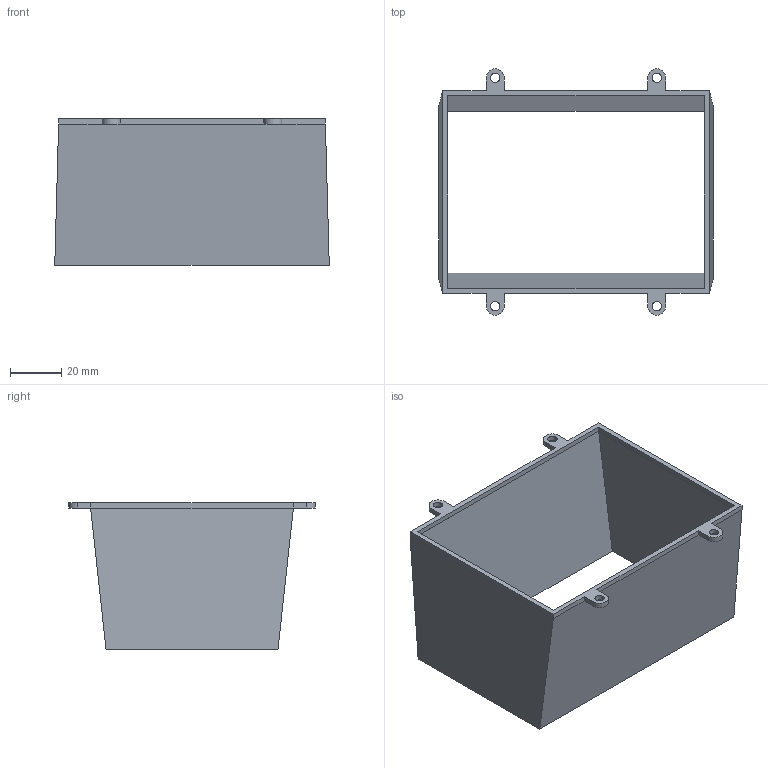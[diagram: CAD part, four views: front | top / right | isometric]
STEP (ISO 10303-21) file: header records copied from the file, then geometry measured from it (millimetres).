
FILE_DESCRIPTION(/* description */ ('STEP AP203'),/* implementation_level */ '2;1');
FILE_NAME(/* name */ '63ea52cb1ae12640e22f3692',/* time_stamp */ '2023-02-13T15:10:03+00:00',/* author */ (''),/* organization */ (''),/* preprocessor_version */ 'ST-DEVELOPER v18.102',/* originating_system */ ' ',/* authorisation */ ' ');
FILE_SCHEMA (('CONFIG_CONTROL_DESIGN'));
Length unit declared in the file: metre
Products named in the file (1): Light_Cone_Mount
Bounding box: 107 x 96 x 57 mm (x, y, z)
Volume: 40312.6 mm3; surface area: 41916 mm2
Topology: 1 solids, 1 shells, 44 faces, 114 edges, 72 vertices
Faces by surface type: plane 36, cylinder 8
Full cylindrical faces by diameter (mm): 3.6 x4
Entity records: 1348 total; most frequent: CARTESIAN_POINT 227, ORIENTED_EDGE 220, DIRECTION 216, EDGE_CURVE 110, LINE 94, VECTOR 94, VERTEX_POINT 72, AXIS2_PLACEMENT_3D 61
